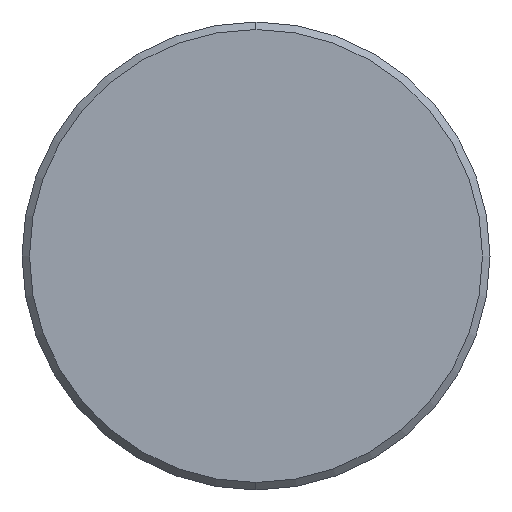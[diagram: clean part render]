
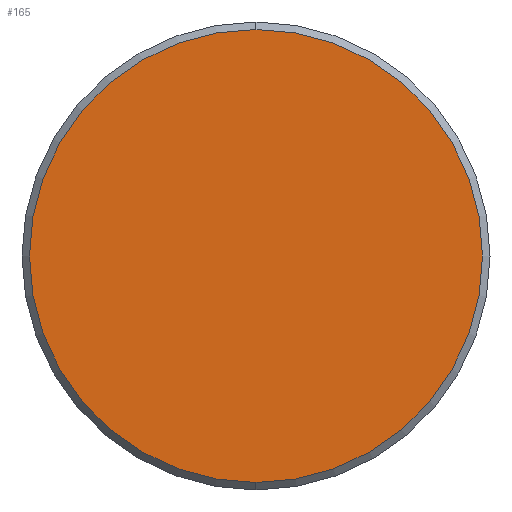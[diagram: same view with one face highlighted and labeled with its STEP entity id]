
A CAD part, left-side view. The second image highlights one B-rep face of the part: STEP entity #165.
In plain terms, the highlighted planar face has unit normal (-1, 0, 0).
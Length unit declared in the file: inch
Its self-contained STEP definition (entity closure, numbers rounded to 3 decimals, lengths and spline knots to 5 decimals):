
#26 = ORIENTED_EDGE ( 'NONE', *, *, #231, .T. ) ;
#30 = DIRECTION ( 'NONE',  ( -1., 0., 0. ) ) ;
#33 = VERTEX_POINT ( 'NONE', #99 ) ;
#46 = CIRCLE ( 'NONE', #147, 0.3025 ) ;
#52 = FACE_OUTER_BOUND ( 'NONE', #117, .T. ) ;
#73 = ORIENTED_EDGE ( 'NONE', *, *, #260, .T. ) ;
#89 = CARTESIAN_POINT ( 'NONE',  ( -12., 0., 0. ) ) ;
#99 = CARTESIAN_POINT ( 'NONE',  ( -12., 0., -0.3025 ) ) ;
#113 = PLANE ( 'NONE',  #233 ) ;
#117 = EDGE_LOOP ( 'NONE', ( #73, #26 ) ) ;
#147 = AXIS2_PLACEMENT_3D ( 'NONE', #200, #154, #151 ) ;
#151 = DIRECTION ( 'NONE',  ( 0., 0., -1. ) ) ;
#154 = DIRECTION ( 'NONE',  ( -1., 0., 0. ) ) ;
#165 = ADVANCED_FACE ( 'NONE', ( #52 ), #113, .F. ) ;
#170 = CIRCLE ( 'NONE', #207, 0.3025 ) ;
#173 = DIRECTION ( 'NONE',  ( 0., 0., -1. ) ) ;
#200 = CARTESIAN_POINT ( 'NONE',  ( -12., 0., 0. ) ) ;
#207 = AXIS2_PLACEMENT_3D ( 'NONE', #265, #30, #173 ) ;
#231 = EDGE_CURVE ( 'NONE', #262, #33, #46, .T. ) ;
#233 = AXIS2_PLACEMENT_3D ( 'NONE', #89, #261, #258 ) ;
#256 = CARTESIAN_POINT ( 'NONE',  ( -12., 0., 0.3025 ) ) ;
#258 = DIRECTION ( 'NONE',  ( 0., 0., -1. ) ) ;
#260 = EDGE_CURVE ( 'NONE', #33, #262, #170, .T. ) ;
#261 = DIRECTION ( 'NONE',  ( 1., 0., 0. ) ) ;
#262 = VERTEX_POINT ( 'NONE', #256 ) ;
#265 = CARTESIAN_POINT ( 'NONE',  ( -12., 0., 0. ) ) ;
